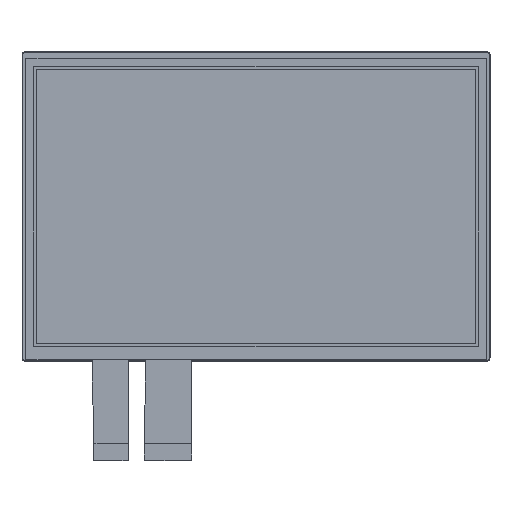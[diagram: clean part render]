
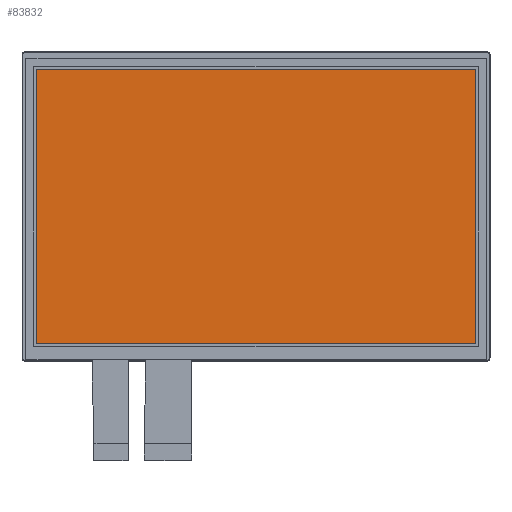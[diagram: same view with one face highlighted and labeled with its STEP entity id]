
A CAD part, top view. The second image highlights one B-rep face of the part: STEP entity #83832.
In plain terms, the highlighted planar face has unit normal (0, 0, 1).
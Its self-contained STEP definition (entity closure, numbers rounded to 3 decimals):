
#4341=FACE_OUTER_BOUND('',#9095,.T.);
#9095=EDGE_LOOP('',(#55336,#55337,#55338,#55339));
#14309=LINE('',#120354,#24482);
#14310=LINE('',#120356,#24483);
#14311=LINE('',#120358,#24484);
#14312=LINE('',#120359,#24485);
#24482=VECTOR('',#96062,10.);
#24483=VECTOR('',#96063,10.);
#24484=VECTOR('',#96064,10.);
#24485=VECTOR('',#96065,10.);
#34615=VERTEX_POINT('',#120352);
#34616=VERTEX_POINT('',#120353);
#34617=VERTEX_POINT('',#120355);
#34618=VERTEX_POINT('',#120357);
#42564=EDGE_CURVE('',#34615,#34616,#14309,.T.);
#42565=EDGE_CURVE('',#34616,#34617,#14310,.T.);
#42566=EDGE_CURVE('',#34617,#34618,#14311,.T.);
#42567=EDGE_CURVE('',#34618,#34615,#14312,.T.);
#55336=ORIENTED_EDGE('',*,*,#42564,.T.);
#55337=ORIENTED_EDGE('',*,*,#42565,.T.);
#55338=ORIENTED_EDGE('',*,*,#42566,.T.);
#55339=ORIENTED_EDGE('',*,*,#42567,.T.);
#80485=PLANE('',#88647);
#83832=ADVANCED_FACE('',(#4341),#80485,.T.);
#88647=AXIS2_PLACEMENT_3D('',#120351,#96060,#96061);
#96060=DIRECTION('center_axis',(0.,0.,1.));
#96061=DIRECTION('ref_axis',(1.,0.,0.));
#96062=DIRECTION('',(1.,0.,0.));
#96063=DIRECTION('',(0.,1.,0.));
#96064=DIRECTION('',(-1.,0.,0.));
#96065=DIRECTION('',(0.,-1.,0.));
#120351=CARTESIAN_POINT('Origin',(0.12,-1.43,0.));
#120352=CARTESIAN_POINT('',(-130.6,-81.6,0.));
#120353=CARTESIAN_POINT('',(130.6,-81.6,0.));
#120354=CARTESIAN_POINT('',(-65.24,-81.6,0.));
#120355=CARTESIAN_POINT('',(130.6,81.6,0.));
#120356=CARTESIAN_POINT('',(130.6,-41.515,0.));
#120357=CARTESIAN_POINT('',(-130.6,81.6,0.));
#120358=CARTESIAN_POINT('',(65.36,81.6,0.));
#120359=CARTESIAN_POINT('',(-130.6,40.085,0.));
